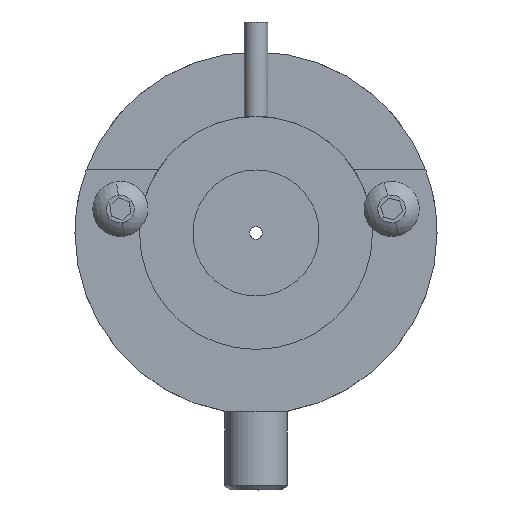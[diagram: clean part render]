
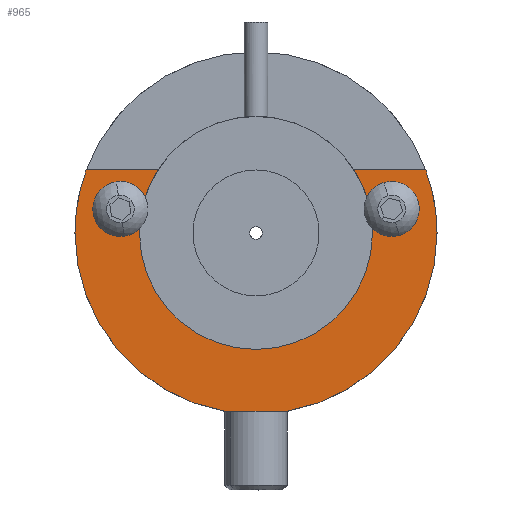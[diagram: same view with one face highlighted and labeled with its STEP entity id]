
A CAD part, top view. The second image highlights one B-rep face of the part: STEP entity #965.
In plain terms, the highlighted planar face has unit normal (0, 0, 1).
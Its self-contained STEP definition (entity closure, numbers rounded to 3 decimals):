
#7 = CARTESIAN_POINT ( 'NONE',  ( -7.4, 0., 2.25 ) ) ;
#9 = AXIS2_PLACEMENT_3D ( 'NONE', #1710, #1113, #1269 ) ;
#12 = CARTESIAN_POINT ( 'NONE',  ( -10.782, 4., 2.25 ) ) ;
#14 = DIRECTION ( 'NONE',  ( 0., 0., 1. ) ) ;
#21 = VERTEX_POINT ( 'NONE', #1692 ) ;
#25 = PLANE ( 'NONE',  #1812 ) ;
#56 = CARTESIAN_POINT ( 'NONE',  ( 10.782, 4., 2.25 ) ) ;
#65 = CARTESIAN_POINT ( 'NONE',  ( 8.617, 1.519, 2.25 ) ) ;
#69 = CIRCLE ( 'NONE', #228, 0.8 ) ;
#78 = CARTESIAN_POINT ( 'NONE',  ( -10.782, 4., 2.25 ) ) ;
#97 = CARTESIAN_POINT ( 'NONE',  ( 7.4, 0., 2.25 ) ) ;
#109 = EDGE_CURVE ( 'NONE', #226, #830, #1652, .T. ) ;
#118 = CARTESIAN_POINT ( 'NONE',  ( 11.5, 0., 2.25 ) ) ;
#125 = EDGE_CURVE ( 'NONE', #209, #318, #1468, .T. ) ;
#153 = EDGE_CURVE ( 'NONE', #21, #895, #69, .T. ) ;
#209 = VERTEX_POINT ( 'NONE', #247 ) ;
#226 = VERTEX_POINT ( 'NONE', #1856 ) ;
#228 = AXIS2_PLACEMENT_3D ( 'NONE', #714, #578, #431 ) ;
#247 = CARTESIAN_POINT ( 'NONE',  ( -7.817, 1.519, 2.25 ) ) ;
#248 = ORIENTED_EDGE ( 'NONE', *, *, #1302, .F. ) ;
#280 = EDGE_CURVE ( 'NONE', #754, #1051, #1004, .T. ) ;
#287 = DIRECTION ( 'NONE',  ( 1., 0., 0. ) ) ;
#318 = VERTEX_POINT ( 'NONE', #521 ) ;
#321 = ORIENTED_EDGE ( 'NONE', *, *, #1277, .F. ) ;
#376 = CIRCLE ( 'NONE', #1337, 0.8 ) ;
#387 = CIRCLE ( 'NONE', #9, 11.5 ) ;
#431 = DIRECTION ( 'NONE',  ( 1., 0., 0. ) ) ;
#436 = VERTEX_POINT ( 'NONE', #1758 ) ;
#458 = ORIENTED_EDGE ( 'NONE', *, *, #109, .T. ) ;
#471 = CARTESIAN_POINT ( 'NONE',  ( 0., 0., 2.25 ) ) ;
#501 = ORIENTED_EDGE ( 'NONE', *, *, #125, .F. ) ;
#521 = CARTESIAN_POINT ( 'NONE',  ( -9.417, 1.519, 2.25 ) ) ;
#565 = CARTESIAN_POINT ( 'NONE',  ( 0., 0., 2.25 ) ) ;
#569 = AXIS2_PLACEMENT_3D ( 'NONE', #1768, #1335, #1035 ) ;
#576 = DIRECTION ( 'NONE',  ( -1., 0., 0. ) ) ;
#578 = DIRECTION ( 'NONE',  ( 0., 0., 1. ) ) ;
#579 = CIRCLE ( 'NONE', #1653, 7.4 ) ;
#614 = DIRECTION ( 'NONE',  ( 1., 0., 0. ) ) ;
#616 = FACE_BOUND ( 'NONE', #1262, .T. ) ;
#642 = CARTESIAN_POINT ( 'NONE',  ( -8.617, 1.519, 2.25 ) ) ;
#656 = VECTOR ( 'NONE', #576, 1000. ) ;
#666 = VERTEX_POINT ( 'NONE', #1542 ) ;
#669 = DIRECTION ( 'NONE',  ( 0., 0., 1. ) ) ;
#673 = CARTESIAN_POINT ( 'NONE',  ( -2., -11.325, 2.25 ) ) ;
#694 = DIRECTION ( 'NONE',  ( 1., 0., 0. ) ) ;
#703 = CARTESIAN_POINT ( 'NONE',  ( -10.782, 4., 2.25 ) ) ;
#714 = CARTESIAN_POINT ( 'NONE',  ( 8.617, 1.519, 2.25 ) ) ;
#722 = DIRECTION ( 'NONE',  ( 0., 0., 1. ) ) ;
#726 = ORIENTED_EDGE ( 'NONE', *, *, #1503, .T. ) ;
#740 = CARTESIAN_POINT ( 'NONE',  ( 0., 0., 2.25 ) ) ;
#751 = CIRCLE ( 'NONE', #569, 11.5 ) ;
#754 = VERTEX_POINT ( 'NONE', #7 ) ;
#783 = CARTESIAN_POINT ( 'NONE',  ( 0., 0., 2.25 ) ) ;
#794 = AXIS2_PLACEMENT_3D ( 'NONE', #1725, #1683, #694 ) ;
#830 = VERTEX_POINT ( 'NONE', #118 ) ;
#863 = ORIENTED_EDGE ( 'NONE', *, *, #1651, .F. ) ;
#881 = AXIS2_PLACEMENT_3D ( 'NONE', #1019, #1300, #287 ) ;
#885 = AXIS2_PLACEMENT_3D ( 'NONE', #642, #1375, #614 ) ;
#895 = VERTEX_POINT ( 'NONE', #1389 ) ;
#903 = EDGE_LOOP ( 'NONE', ( #863, #458, #1284, #1191, #1508, #1825, #321, #1237, #726, #1015 ) ) ;
#905 = DIRECTION ( 'NONE',  ( 1., 0., 0. ) ) ;
#920 = ORIENTED_EDGE ( 'NONE', *, *, #153, .F. ) ;
#965 = ADVANCED_FACE ( 'NONE', ( #616, #1360, #1638 ), #25, .T. ) ;
#974 = CIRCLE ( 'NONE', #1806, 7.4 ) ;
#982 = CIRCLE ( 'NONE', #794, 11.5 ) ;
#1004 = CIRCLE ( 'NONE', #1313, 7.4 ) ;
#1015 = ORIENTED_EDGE ( 'NONE', *, *, #1761, .T. ) ;
#1019 = CARTESIAN_POINT ( 'NONE',  ( -8.617, 1.519, 2.25 ) ) ;
#1021 = DIRECTION ( 'NONE',  ( 1., 0., 0. ) ) ;
#1035 = DIRECTION ( 'NONE',  ( 1., 0., 0. ) ) ;
#1051 = VERTEX_POINT ( 'NONE', #97 ) ;
#1058 = VERTEX_POINT ( 'NONE', #673 ) ;
#1061 = EDGE_CURVE ( 'NONE', #830, #1734, #982, .T. ) ;
#1063 = ORIENTED_EDGE ( 'NONE', *, *, #1800, .F. ) ;
#1087 = VECTOR ( 'NONE', #1634, 1000. ) ;
#1113 = DIRECTION ( 'NONE',  ( 0., 0., 1. ) ) ;
#1141 = DIRECTION ( 'NONE',  ( 1., 0., 0. ) ) ;
#1166 = VECTOR ( 'NONE', #1887, 1000. ) ;
#1168 = DIRECTION ( 'NONE',  ( 1., 0., 0. ) ) ;
#1191 = ORIENTED_EDGE ( 'NONE', *, *, #1584, .F. ) ;
#1193 = DIRECTION ( 'NONE',  ( 1., 0., 0. ) ) ;
#1237 = ORIENTED_EDGE ( 'NONE', *, *, #1668, .F. ) ;
#1241 = EDGE_CURVE ( 'NONE', #1051, #1720, #974, .T. ) ;
#1262 = EDGE_LOOP ( 'NONE', ( #501, #248 ) ) ;
#1269 = DIRECTION ( 'NONE',  ( 1., 0., 0. ) ) ;
#1277 = EDGE_CURVE ( 'NONE', #436, #754, #579, .T. ) ;
#1284 = ORIENTED_EDGE ( 'NONE', *, *, #1061, .T. ) ;
#1300 = DIRECTION ( 'NONE',  ( 0., 0., 1. ) ) ;
#1302 = EDGE_CURVE ( 'NONE', #318, #209, #1894, .T. ) ;
#1308 = LINE ( 'NONE', #1760, #656 ) ;
#1313 = AXIS2_PLACEMENT_3D ( 'NONE', #565, #669, #1141 ) ;
#1327 = LINE ( 'NONE', #703, #1166 ) ;
#1328 = DIRECTION ( 'NONE',  ( 0., 0., 1. ) ) ;
#1330 = CARTESIAN_POINT ( 'NONE',  ( 0., 0., 2.25 ) ) ;
#1335 = DIRECTION ( 'NONE',  ( 0., 0., 1. ) ) ;
#1337 = AXIS2_PLACEMENT_3D ( 'NONE', #65, #1482, #1193 ) ;
#1360 = FACE_BOUND ( 'NONE', #1867, .T. ) ;
#1367 = DIRECTION ( 'NONE',  ( 1., 0., 0. ) ) ;
#1375 = DIRECTION ( 'NONE',  ( 0., 0., 1. ) ) ;
#1389 = CARTESIAN_POINT ( 'NONE',  ( 7.817, 1.519, 2.25 ) ) ;
#1468 = CIRCLE ( 'NONE', #881, 0.8 ) ;
#1482 = DIRECTION ( 'NONE',  ( 0., 0., 1. ) ) ;
#1499 = CARTESIAN_POINT ( 'NONE',  ( 6.226, 4., 2.25 ) ) ;
#1503 = EDGE_CURVE ( 'NONE', #1908, #666, #387, .T. ) ;
#1508 = ORIENTED_EDGE ( 'NONE', *, *, #1241, .F. ) ;
#1521 = DIRECTION ( 'NONE',  ( 0., 0., 1. ) ) ;
#1542 = CARTESIAN_POINT ( 'NONE',  ( -11.5, 0., 2.25 ) ) ;
#1584 = EDGE_CURVE ( 'NONE', #1720, #1734, #1327, .T. ) ;
#1634 = DIRECTION ( 'NONE',  ( 1., 0., 0. ) ) ;
#1638 = FACE_OUTER_BOUND ( 'NONE', #903, .T. ) ;
#1651 = EDGE_CURVE ( 'NONE', #226, #1058, #1308, .T. ) ;
#1652 = CIRCLE ( 'NONE', #1892, 11.5 ) ;
#1653 = AXIS2_PLACEMENT_3D ( 'NONE', #783, #14, #1367 ) ;
#1668 = EDGE_CURVE ( 'NONE', #1908, #436, #1685, .T. ) ;
#1683 = DIRECTION ( 'NONE',  ( 0., 0., 1. ) ) ;
#1685 = LINE ( 'NONE', #12, #1087 ) ;
#1692 = CARTESIAN_POINT ( 'NONE',  ( 9.417, 1.519, 2.25 ) ) ;
#1710 = CARTESIAN_POINT ( 'NONE',  ( 0., 0., 2.25 ) ) ;
#1720 = VERTEX_POINT ( 'NONE', #1499 ) ;
#1725 = CARTESIAN_POINT ( 'NONE',  ( 0., 0., 2.25 ) ) ;
#1734 = VERTEX_POINT ( 'NONE', #56 ) ;
#1758 = CARTESIAN_POINT ( 'NONE',  ( -6.226, 4., 2.25 ) ) ;
#1760 = CARTESIAN_POINT ( 'NONE',  ( -2., -11.325, 2.25 ) ) ;
#1761 = EDGE_CURVE ( 'NONE', #666, #1058, #751, .T. ) ;
#1768 = CARTESIAN_POINT ( 'NONE',  ( 0., 0., 2.25 ) ) ;
#1800 = EDGE_CURVE ( 'NONE', #895, #21, #376, .T. ) ;
#1806 = AXIS2_PLACEMENT_3D ( 'NONE', #1330, #722, #1021 ) ;
#1812 = AXIS2_PLACEMENT_3D ( 'NONE', #471, #1521, #905 ) ;
#1825 = ORIENTED_EDGE ( 'NONE', *, *, #280, .F. ) ;
#1856 = CARTESIAN_POINT ( 'NONE',  ( 2., -11.325, 2.25 ) ) ;
#1867 = EDGE_LOOP ( 'NONE', ( #920, #1063 ) ) ;
#1887 = DIRECTION ( 'NONE',  ( 1., 0., 0. ) ) ;
#1892 = AXIS2_PLACEMENT_3D ( 'NONE', #740, #1328, #1168 ) ;
#1894 = CIRCLE ( 'NONE', #885, 0.8 ) ;
#1908 = VERTEX_POINT ( 'NONE', #78 ) ;
